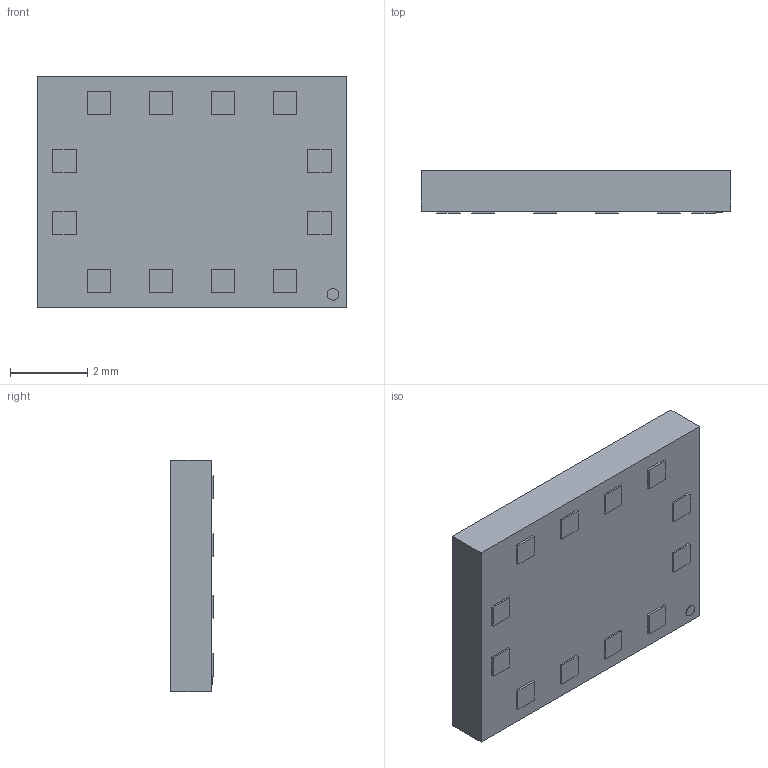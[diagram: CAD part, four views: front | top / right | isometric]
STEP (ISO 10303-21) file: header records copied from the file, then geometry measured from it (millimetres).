
FILE_DESCRIPTION (( 'STEP AP214' ), '1' );
FILE_NAME ('SKY66105.STEP', '2024-12-25T20:14:07', ( '' ), ( '' ), 'SwSTEP 2.0', 'SolidWorks 2023', '' );
FILE_SCHEMA (( 'AUTOMOTIVE_DESIGN' ));
Length unit declared in the file: millimetre
Products named in the file (1): SKY66105
Bounding box: 8 x 1.1 x 6 mm (x, y, z)
Volume: 50.6 mm3; surface area: 126.9 mm2
Topology: 1 solids, 1 shells, 70 faces, 164 edges, 110 vertices
Faces by surface type: plane 68, cylinder 2
Entity records: 2664 total; most frequent: CARTESIAN_POINT 345, ORIENTED_EDGE 328, DIRECTION 312, EDGE_CURVE 164, LINE 158, VECTOR 158, VERTEX_POINT 110, EDGE_LOOP 84
